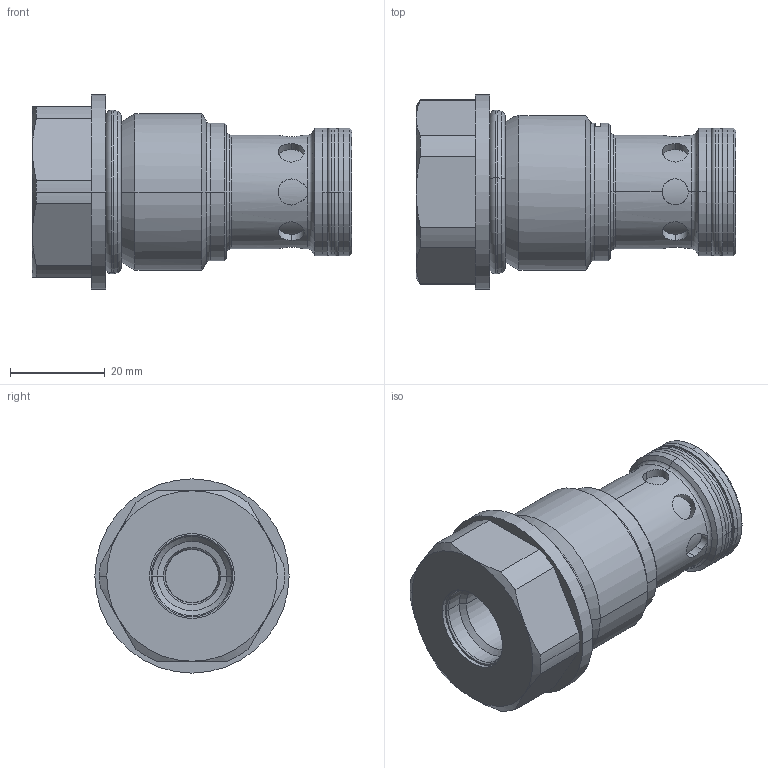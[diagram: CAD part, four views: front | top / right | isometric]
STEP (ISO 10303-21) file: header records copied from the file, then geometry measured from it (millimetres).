
FILE_DESCRIPTION (( 'STEP AP214' ), '1' );
FILE_NAME ('481.B4_defeature.STEP', '2017-02-03T09:48:55', ( 'user' ), ( '' ), 'SwSTEP 2.0', 'SolidWorks 2016', '' );
FILE_SCHEMA (( 'AUTOMOTIVE_DESIGN' ));
Length unit declared in the file: millimetre
Products named in the file (1): 481.B4_defeature
Bounding box: 67.5 x 41 x 41 mm (x, y, z)
Volume: 47694.9 mm3; surface area: 12186.2 mm2
Topology: 3 solids, 3 shells, 161 faces, 359 edges, 215 vertices
Faces by surface type: cylinder 73, torus 34, cone 32, plane 22
Entity records: 5621 total; most frequent: CARTESIAN_POINT 1840, DIRECTION 796, ORIENTED_EDGE 718, EDGE_CURVE 359, AXIS2_PLACEMENT_3D 343, VERTEX_POINT 215, CIRCLE 181, EDGE_LOOP 176
